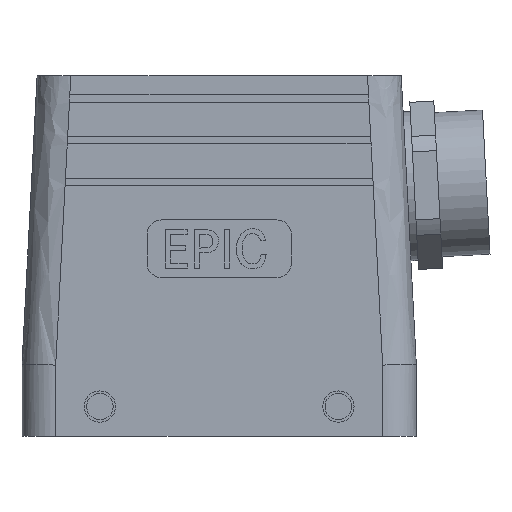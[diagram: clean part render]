
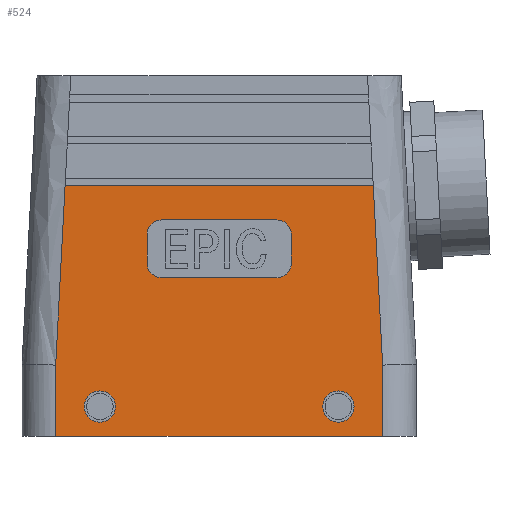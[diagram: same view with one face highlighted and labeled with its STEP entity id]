
A CAD part, left-side view. The second image highlights one B-rep face of the part: STEP entity #524.
In plain terms, the highlighted planar face has unit normal (-1, 0, 0).
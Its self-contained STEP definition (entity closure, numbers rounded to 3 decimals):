
#524 = ADVANCED_FACE( '', ( #1133, #1134, #1135, #1136 ), #1137, .F. );
#1133 = FACE_BOUND( '', #2016, .T. );
#1134 = FACE_BOUND( '', #2017, .T. );
#1135 = FACE_OUTER_BOUND( '', #2018, .T. );
#1136 = FACE_BOUND( '', #2019, .T. );
#1137 = PLANE( '', #2020 );
#2016 = EDGE_LOOP( '', ( #3544, #3545, #3546, #3547, #3548, #3549, #3550, #3551 ) );
#2017 = EDGE_LOOP( '', ( #3552 ) );
#2018 = EDGE_LOOP( '', ( #3553, #3554, #3555, #3556, #3557, #3558 ) );
#2019 = EDGE_LOOP( '', ( #3559 ) );
#2020 = AXIS2_PLACEMENT_3D( '', #3560, #3561, #3562 );
#3544 = ORIENTED_EDGE( '', *, *, #4537, .T. );
#3545 = ORIENTED_EDGE( '', *, *, #4502, .F. );
#3546 = ORIENTED_EDGE( '', *, *, #4382, .F. );
#3547 = ORIENTED_EDGE( '', *, *, #4337, .F. );
#3548 = ORIENTED_EDGE( '', *, *, #4070, .F. );
#3549 = ORIENTED_EDGE( '', *, *, #4060, .F. );
#3550 = ORIENTED_EDGE( '', *, *, #4548, .T. );
#3551 = ORIENTED_EDGE( '', *, *, #4333, .T. );
#3552 = ORIENTED_EDGE( '', *, *, #4577, .T. );
#3553 = ORIENTED_EDGE( '', *, *, #4569, .T. );
#3554 = ORIENTED_EDGE( '', *, *, #4513, .F. );
#3555 = ORIENTED_EDGE( '', *, *, #4399, .F. );
#3556 = ORIENTED_EDGE( '', *, *, #4080, .F. );
#3557 = ORIENTED_EDGE( '', *, *, #4233, .T. );
#3558 = ORIENTED_EDGE( '', *, *, #4254, .T. );
#3559 = ORIENTED_EDGE( '', *, *, #4486, .F. );
#3560 = CARTESIAN_POINT( '', ( -28., 41., 0. ) );
#3561 = DIRECTION( '', ( 1., 0., 0. ) );
#3562 = DIRECTION( '', ( 0., 0., -1. ) );
#4060 = EDGE_CURVE( '', #4753, #4754, #4755, .T. );
#4070 = EDGE_CURVE( '', #4754, #4770, #4771, .F. );
#4080 = EDGE_CURVE( '', #4786, #4787, #4788, .T. );
#4233 = EDGE_CURVE( '', #4786, #5049, #5051, .T. );
#4254 = EDGE_CURVE( '', #5049, #5079, #5081, .F. );
#4333 = EDGE_CURVE( '', #5203, #5204, #5205, .T. );
#4337 = EDGE_CURVE( '', #4770, #5209, #5210, .T. );
#4382 = EDGE_CURVE( '', #5209, #5273, #5274, .F. );
#4399 = EDGE_CURVE( '', #4787, #5296, #5297, .T. );
#4486 = EDGE_CURVE( '', #5415, #5415, #5416, .T. );
#4502 = EDGE_CURVE( '', #5273, #5438, #5439, .T. );
#4513 = EDGE_CURVE( '', #5296, #5451, #5453, .F. );
#4537 = EDGE_CURVE( '', #5204, #5438, #5482, .F. );
#4548 = EDGE_CURVE( '', #4753, #5203, #5494, .F. );
#4569 = EDGE_CURVE( '', #5079, #5451, #5516, .T. );
#4577 = EDGE_CURVE( '', #5525, #5525, #5526, .T. );
#4753 = VERTEX_POINT( '', #5796 );
#4754 = VERTEX_POINT( '', #5797 );
#4755 = LINE( '', #5798, #5799 );
#4770 = VERTEX_POINT( '', #5821 );
#4771 = CIRCLE( '', #5822, 3. );
#4786 = VERTEX_POINT( '', #5844 );
#4787 = VERTEX_POINT( '', #5845 );
#4788 = LINE( '', #5846, #5847 );
#5049 = VERTEX_POINT( '', #6416 );
#5051 = B_SPLINE_CURVE_WITH_KNOTS( '', 3, ( #6441, #6442, #6443, #6444 ), .UNSPECIFIED., .F., .F., ( 4, 4 ), ( 0.476, 0.599 ), .UNSPECIFIED. );
#5079 = VERTEX_POINT( '', #6499 );
#5081 = B_SPLINE_CURVE_WITH_KNOTS( '', 3, ( #6510, #6511, #6512, #6513 ), .UNSPECIFIED., .F., .F., ( 4, 4 ), ( 0.4, 0.598 ), .UNSPECIFIED. );
#5203 = VERTEX_POINT( '', #6686 );
#5204 = VERTEX_POINT( '', #6687 );
#5205 = LINE( '', #6688, #6689 );
#5209 = VERTEX_POINT( '', #6695 );
#5210 = LINE( '', #6696, #6697 );
#5273 = VERTEX_POINT( '', #6785 );
#5274 = CIRCLE( '', #6786, 3. );
#5296 = VERTEX_POINT( '', #6855 );
#5297 = B_SPLINE_CURVE_WITH_KNOTS( '', 3, ( #6856, #6857, #6858, #6859 ), .UNSPECIFIED., .F., .F., ( 4, 4 ), ( 0.476, 0.599 ), .UNSPECIFIED. );
#5415 = VERTEX_POINT( '', #7070 );
#5416 = CIRCLE( '', #7071, 3.25 );
#5438 = VERTEX_POINT( '', #7133 );
#5439 = LINE( '', #7134, #7135 );
#5451 = VERTEX_POINT( '', #7149 );
#5453 = B_SPLINE_CURVE_WITH_KNOTS( '', 3, ( #7160, #7161, #7162, #7163 ), .UNSPECIFIED., .F., .F., ( 4, 4 ), ( 0.4, 0.598 ), .UNSPECIFIED. );
#5482 = CIRCLE( '', #7203, 3. );
#5494 = CIRCLE( '', #7217, 3. );
#5516 = LINE( '', #7248, #7249 );
#5525 = VERTEX_POINT( '', #7268 );
#5526 = CIRCLE( '', #7269, 3.25 );
#5796 = CARTESIAN_POINT( '', ( -28., -12., 45. ) );
#5797 = CARTESIAN_POINT( '', ( -28., 12., 45. ) );
#5798 = CARTESIAN_POINT( '', ( -28., 41., 45. ) );
#5799 = VECTOR( '', #7508, 1000. );
#5821 = CARTESIAN_POINT( '', ( -28., 15., 42. ) );
#5822 = AXIS2_PLACEMENT_3D( '', #7516, #7517, #7518 );
#5844 = CARTESIAN_POINT( '', ( -28., 32.046, 52.1 ) );
#5845 = CARTESIAN_POINT( '', ( -28., -32.046, 52.1 ) );
#5846 = CARTESIAN_POINT( '', ( -28., 41., 52.1 ) );
#5847 = VECTOR( '', #7526, 1000. );
#6416 = CARTESIAN_POINT( '', ( -28., 34., 14.817 ) );
#6441 = CARTESIAN_POINT( '', ( -28., 32.046, 52.1 ) );
#6442 = CARTESIAN_POINT( '', ( -28., 32.697, 39.672 ) );
#6443 = CARTESIAN_POINT( '', ( -28., 33.349, 27.244 ) );
#6444 = CARTESIAN_POINT( '', ( -28., 34., 14.817 ) );
#6499 = CARTESIAN_POINT( '', ( -28., 34., 0. ) );
#6510 = CARTESIAN_POINT( '', ( -28., 34., 0. ) );
#6511 = CARTESIAN_POINT( '', ( -28., 34., 4.939 ) );
#6512 = CARTESIAN_POINT( '', ( -28., 34., 9.878 ) );
#6513 = CARTESIAN_POINT( '', ( -28., 34., 14.817 ) );
#6686 = CARTESIAN_POINT( '', ( -28., -15., 42. ) );
#6687 = CARTESIAN_POINT( '', ( -28., -15., 36. ) );
#6688 = CARTESIAN_POINT( '', ( -28., -15., 0. ) );
#6689 = VECTOR( '', #7737, 1000. );
#6695 = CARTESIAN_POINT( '', ( -28., 15., 36. ) );
#6696 = CARTESIAN_POINT( '', ( -28., 15., 0. ) );
#6697 = VECTOR( '', #7740, 1000. );
#6785 = CARTESIAN_POINT( '', ( -28., 12., 33. ) );
#6786 = AXIS2_PLACEMENT_3D( '', #7783, #7784, #7785 );
#6855 = CARTESIAN_POINT( '', ( -28., -34., 14.817 ) );
#6856 = CARTESIAN_POINT( '', ( -28., -32.046, 52.1 ) );
#6857 = CARTESIAN_POINT( '', ( -28., -32.697, 39.672 ) );
#6858 = CARTESIAN_POINT( '', ( -28., -33.349, 27.244 ) );
#6859 = CARTESIAN_POINT( '', ( -28., -34., 14.817 ) );
#7070 = CARTESIAN_POINT( '', ( -28., -28.05, 6.2 ) );
#7071 = AXIS2_PLACEMENT_3D( '', #7873, #7874, #7875 );
#7133 = CARTESIAN_POINT( '', ( -28., -12., 33. ) );
#7134 = CARTESIAN_POINT( '', ( -28., 41., 33. ) );
#7135 = VECTOR( '', #7884, 1000. );
#7149 = CARTESIAN_POINT( '', ( -28., -34., 0. ) );
#7160 = CARTESIAN_POINT( '', ( -28., -34., 0. ) );
#7161 = CARTESIAN_POINT( '', ( -28., -34., 4.939 ) );
#7162 = CARTESIAN_POINT( '', ( -28., -34., 9.878 ) );
#7163 = CARTESIAN_POINT( '', ( -28., -34., 14.817 ) );
#7203 = AXIS2_PLACEMENT_3D( '', #7904, #7905, #7906 );
#7217 = AXIS2_PLACEMENT_3D( '', #7912, #7913, #7914 );
#7248 = CARTESIAN_POINT( '', ( -28., 41., 0. ) );
#7249 = VECTOR( '', #7924, 1000. );
#7268 = CARTESIAN_POINT( '', ( -28., 28.05, 6.2 ) );
#7269 = AXIS2_PLACEMENT_3D( '', #7935, #7936, #7937 );
#7508 = DIRECTION( '', ( 0., 1., 0. ) );
#7516 = CARTESIAN_POINT( '', ( -28., 12., 42. ) );
#7517 = DIRECTION( '', ( 1., 0., 0. ) );
#7518 = DIRECTION( '', ( 0., 0., -1. ) );
#7526 = DIRECTION( '', ( 0., -1., 0. ) );
#7737 = DIRECTION( '', ( 0., 0., -1. ) );
#7740 = DIRECTION( '', ( 0., 0., -1. ) );
#7783 = CARTESIAN_POINT( '', ( -28., 12., 36. ) );
#7784 = DIRECTION( '', ( 1., 0., 0. ) );
#7785 = DIRECTION( '', ( 0., 0., -1. ) );
#7873 = CARTESIAN_POINT( '', ( -28., -24.8, 6.2 ) );
#7874 = DIRECTION( '', ( -1., 0., 0. ) );
#7875 = DIRECTION( '', ( 0., -1., 0. ) );
#7884 = DIRECTION( '', ( 0., -1., 0. ) );
#7904 = CARTESIAN_POINT( '', ( -28., -12., 36. ) );
#7905 = DIRECTION( '', ( -1., 0., 0. ) );
#7906 = DIRECTION( '', ( 0., 0., -1. ) );
#7912 = CARTESIAN_POINT( '', ( -28., -12., 42. ) );
#7913 = DIRECTION( '', ( -1., 0., 0. ) );
#7914 = DIRECTION( '', ( 0., 0., -1. ) );
#7924 = DIRECTION( '', ( 0., -1., 0. ) );
#7935 = CARTESIAN_POINT( '', ( -28., 24.8, 6.2 ) );
#7936 = DIRECTION( '', ( 1., 0., 0. ) );
#7937 = DIRECTION( '', ( 0., 1., 0. ) );
